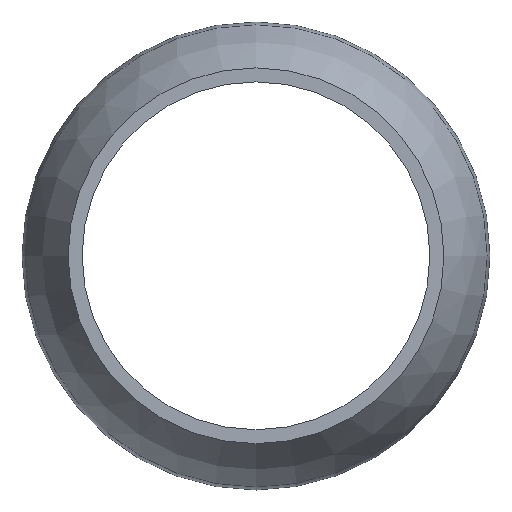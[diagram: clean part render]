
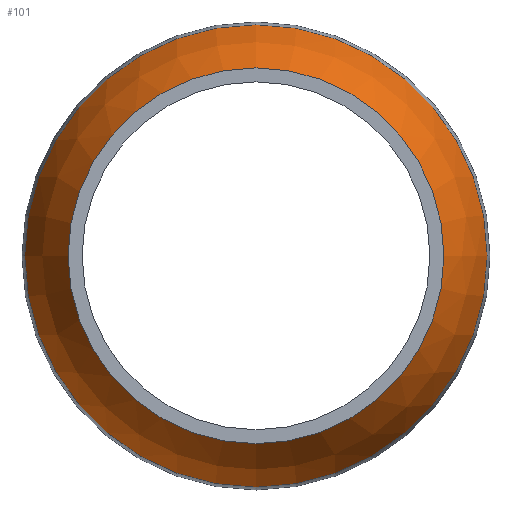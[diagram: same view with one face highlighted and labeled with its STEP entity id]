
A CAD part, top view. The second image highlights one B-rep face of the part: STEP entity #101.
In plain terms, the highlighted free-form (B-spline) face has degree [2, 2] with [3, 9] control points.
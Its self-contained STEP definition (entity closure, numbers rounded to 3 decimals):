
#17=(
BOUNDED_SURFACE()
B_SPLINE_SURFACE(2,2,((#210,#211,#212,#213,#214,#215,#216,#217,#218),(#219,
#220,#221,#222,#223,#224,#225,#226,#227),(#228,#229,#230,#231,#232,#233,
#234,#235,#236)),.UNSPECIFIED.,.F.,.T.,.F.)
B_SPLINE_SURFACE_WITH_KNOTS((3,3),(3,2,2,2,3),(-0.629,-0.259),
(-3.142,-1.571,0.,1.571,3.142),
 .UNSPECIFIED.)
GEOMETRIC_REPRESENTATION_ITEM()
RATIONAL_B_SPLINE_SURFACE(((1.,0.707,1.,0.707,1.,
0.707,1.,0.707,1.),(0.983,0.695,
0.983,0.695,0.983,0.695,
0.983,0.695,0.983),(1.,0.707,
1.,0.707,1.,0.707,1.,0.707,1.)))
REPRESENTATION_ITEM('')
SURFACE()
);
#30=FACE_OUTER_BOUND('',#39,.T.);
#39=EDGE_LOOP('',(#83,#84,#85,#86));
#47=CIRCLE('',#126,26.902);
#48=CIRCLE('',#127,33.072);
#49=CIRCLE('',#128,39.012);
#56=VERTEX_POINT('',#208);
#57=VERTEX_POINT('',#237);
#65=EDGE_CURVE('',#56,#56,#47,.T.);
#66=EDGE_CURVE('',#57,#57,#48,.T.);
#67=EDGE_CURVE('',#57,#56,#49,.T.);
#83=ORIENTED_EDGE('',*,*,#66,.F.);
#84=ORIENTED_EDGE('',*,*,#67,.T.);
#85=ORIENTED_EDGE('',*,*,#65,.T.);
#86=ORIENTED_EDGE('',*,*,#67,.F.);
#101=ADVANCED_FACE('',(#30),#17,.F.);
#126=AXIS2_PLACEMENT_3D('',#209,#152,#153);
#127=AXIS2_PLACEMENT_3D('',#238,#154,#155);
#128=AXIS2_PLACEMENT_3D('',#239,#156,#157);
#152=DIRECTION('center_axis',(0.,0.,-1.));
#153=DIRECTION('ref_axis',(1.,0.,0.));
#154=DIRECTION('center_axis',(0.,0.,-1.));
#155=DIRECTION('ref_axis',(1.,0.,0.));
#156=DIRECTION('center_axis',(0.,-1.,0.));
#157=DIRECTION('ref_axis',(1.,0.,0.));
#208=CARTESIAN_POINT('',(26.902,-11.,53.242));
#209=CARTESIAN_POINT('Origin',(0.,-11.,53.242));
#210=CARTESIAN_POINT('Ctrl Pts',(26.902,-11.,53.242));
#211=CARTESIAN_POINT('Ctrl Pts',(26.902,-37.902,53.242));
#212=CARTESIAN_POINT('Ctrl Pts',(0.,-37.902,
53.242));
#213=CARTESIAN_POINT('Ctrl Pts',(-26.902,-37.902,53.242));
#214=CARTESIAN_POINT('Ctrl Pts',(-26.902,-11.,53.242));
#215=CARTESIAN_POINT('Ctrl Pts',(-26.902,15.902,53.242));
#216=CARTESIAN_POINT('Ctrl Pts',(0.,15.902,
53.242));
#217=CARTESIAN_POINT('Ctrl Pts',(26.902,15.902,53.242));
#218=CARTESIAN_POINT('Ctrl Pts',(26.902,-11.,53.242));
#219=CARTESIAN_POINT('Ctrl Pts',(31.2,-11.,47.339));
#220=CARTESIAN_POINT('Ctrl Pts',(31.2,-42.2,47.339));
#221=CARTESIAN_POINT('Ctrl Pts',(0.,-42.2,
47.339));
#222=CARTESIAN_POINT('Ctrl Pts',(-31.2,-42.2,47.339));
#223=CARTESIAN_POINT('Ctrl Pts',(-31.2,-11.,47.339));
#224=CARTESIAN_POINT('Ctrl Pts',(-31.2,20.2,47.339));
#225=CARTESIAN_POINT('Ctrl Pts',(0.,20.2,
47.339));
#226=CARTESIAN_POINT('Ctrl Pts',(31.2,20.2,47.339));
#227=CARTESIAN_POINT('Ctrl Pts',(31.2,-11.,47.339));
#228=CARTESIAN_POINT('Ctrl Pts',(33.072,-11.,40.28));
#229=CARTESIAN_POINT('Ctrl Pts',(33.072,-44.072,40.28));
#230=CARTESIAN_POINT('Ctrl Pts',(0.,-44.072,
40.28));
#231=CARTESIAN_POINT('Ctrl Pts',(-33.072,-44.072,40.28));
#232=CARTESIAN_POINT('Ctrl Pts',(-33.072,-11.,40.28));
#233=CARTESIAN_POINT('Ctrl Pts',(-33.072,22.072,40.28));
#234=CARTESIAN_POINT('Ctrl Pts',(0.,22.072,
40.28));
#235=CARTESIAN_POINT('Ctrl Pts',(33.072,22.072,40.28));
#236=CARTESIAN_POINT('Ctrl Pts',(33.072,-11.,40.28));
#237=CARTESIAN_POINT('',(33.072,-11.,40.28));
#238=CARTESIAN_POINT('Origin',(0.,-11.,40.28));
#239=CARTESIAN_POINT('Origin',(-4.636,-11.,30.28));
